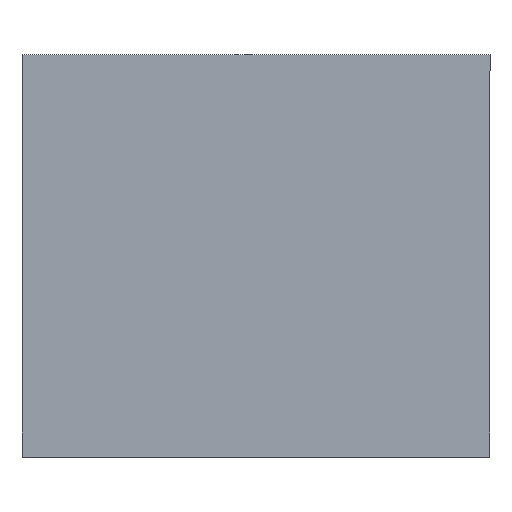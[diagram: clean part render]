
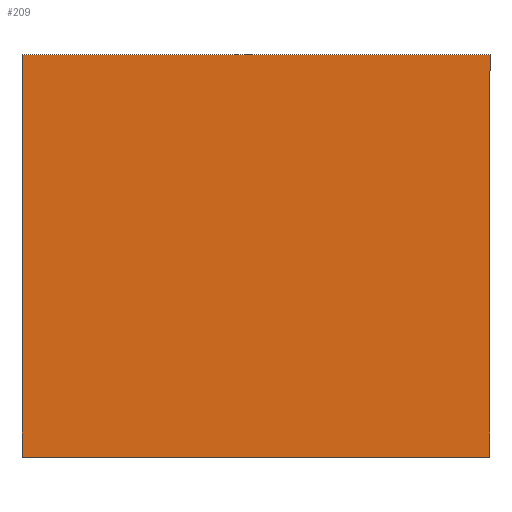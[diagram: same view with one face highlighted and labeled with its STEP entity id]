
A CAD part, top view. The second image highlights one B-rep face of the part: STEP entity #209.
In plain terms, the highlighted planar face has unit normal (0, 0, 1).
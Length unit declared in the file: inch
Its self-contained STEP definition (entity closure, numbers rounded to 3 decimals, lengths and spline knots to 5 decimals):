
#89=CARTESIAN_POINT('',(0.0,0.0,0.25));
#90=VERTEX_POINT('',#89);
#97=CARTESIAN_POINT('',(0.,5.03937,0.25));
#98=VERTEX_POINT('',#97);
#99=CARTESIAN_POINT('',(0.,5.03937,0.25));
#100=DIRECTION('',(0.0,-1.0,0.0));
#101=VECTOR('',#100,5.03937);
#102=LINE('',#99,#101);
#103=EDGE_CURVE('',#98,#90,#102,.T.);
#128=CARTESIAN_POINT('',(5.86614,5.03937,0.25));
#129=VERTEX_POINT('',#128);
#130=CARTESIAN_POINT('',(5.86614,5.03937,0.25));
#131=DIRECTION('',(-1.0,0.0,0.0));
#132=VECTOR('',#131,5.86614);
#133=LINE('',#130,#132);
#134=EDGE_CURVE('',#129,#98,#133,.T.);
#159=CARTESIAN_POINT('',(5.86614,0.0,0.25));
#160=VERTEX_POINT('',#159);
#161=CARTESIAN_POINT('',(5.86614,0.0,0.25));
#162=DIRECTION('',(0.0,1.0,0.0));
#163=VECTOR('',#162,5.03937);
#164=LINE('',#161,#163);
#165=EDGE_CURVE('',#160,#129,#164,.T.);
#188=CARTESIAN_POINT('',(0.0,0.0,0.25));
#189=DIRECTION('',(1.0,0.0,0.0));
#190=VECTOR('',#189,5.86614);
#191=LINE('',#188,#190);
#192=EDGE_CURVE('',#90,#160,#191,.T.);
#198=CARTESIAN_POINT('',(2.93307,2.51969,0.25));
#199=DIRECTION('',(0.0,0.0,1.0));
#200=DIRECTION('',(1.0,0.0,0.0));
#201=AXIS2_PLACEMENT_3D('',#198,#199,#200);
#202=PLANE('',#201);
#203=ORIENTED_EDGE('',*,*,#192,.T.);
#204=ORIENTED_EDGE('',*,*,#165,.T.);
#205=ORIENTED_EDGE('',*,*,#134,.T.);
#206=ORIENTED_EDGE('',*,*,#103,.T.);
#207=EDGE_LOOP('',(#203,#204,#205,#206));
#208=FACE_OUTER_BOUND('',#207,.T.);
#209=ADVANCED_FACE('',(#208),#202,.T.);
